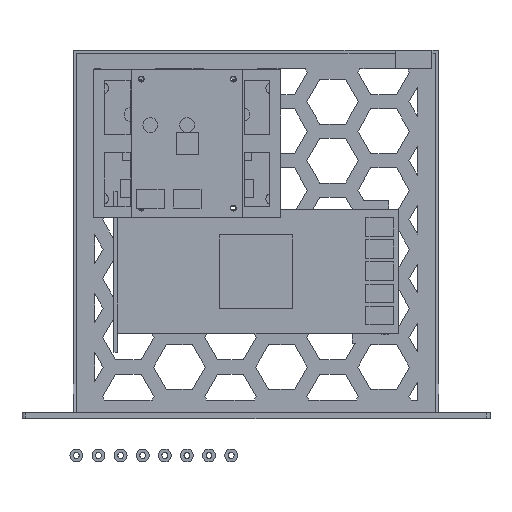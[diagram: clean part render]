
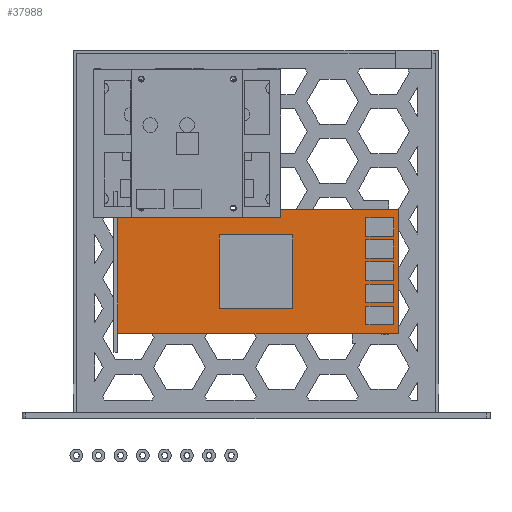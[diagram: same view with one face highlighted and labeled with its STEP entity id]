
A CAD part, top view. The second image highlights one B-rep face of the part: STEP entity #37988.
In plain terms, the highlighted planar face has unit normal (0, 0, 1).
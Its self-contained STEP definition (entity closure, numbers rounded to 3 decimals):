
#37674 = VERTEX_POINT('',#37675);
#37675 = CARTESIAN_POINT('',(0.,0.,1.6));
#37682 = PLANE('',#37683);
#37683 = AXIS2_PLACEMENT_3D('',#37684,#37685,#37686);
#37684 = CARTESIAN_POINT('',(0.,0.,0.));
#37685 = DIRECTION('',(1.,0.,-0.));
#37686 = DIRECTION('',(0.,0.,1.));
#37694 = PLANE('',#37695);
#37695 = AXIS2_PLACEMENT_3D('',#37696,#37697,#37698);
#37696 = CARTESIAN_POINT('',(0.,0.,0.));
#37697 = DIRECTION('',(-0.,1.,0.));
#37698 = DIRECTION('',(0.,0.,1.));
#37735 = VERTEX_POINT('',#37736);
#37736 = CARTESIAN_POINT('',(0.,67.3,1.6));
#37750 = PLANE('',#37751);
#37751 = AXIS2_PLACEMENT_3D('',#37752,#37753,#37754);
#37752 = CARTESIAN_POINT('',(0.,67.3,0.));
#37753 = DIRECTION('',(-0.,1.,0.));
#37754 = DIRECTION('',(0.,0.,1.));
#37762 = EDGE_CURVE('',#37674,#37735,#37763,.T.);
#37763 = SURFACE_CURVE('',#37764,(#37768,#37775),.PCURVE_S1.);
#37764 = LINE('',#37765,#37766);
#37765 = CARTESIAN_POINT('',(0.,0.,1.6));
#37766 = VECTOR('',#37767,1.);
#37767 = DIRECTION('',(-0.,1.,0.));
#37768 = PCURVE('',#37682,#37769);
#37769 = DEFINITIONAL_REPRESENTATION('',(#37770),#37774);
#37770 = LINE('',#37771,#37772);
#37771 = CARTESIAN_POINT('',(1.6,0.));
#37772 = VECTOR('',#37773,1.);
#37773 = DIRECTION('',(0.,-1.));
#37774 = ( GEOMETRIC_REPRESENTATION_CONTEXT(2) 
PARAMETRIC_REPRESENTATION_CONTEXT() REPRESENTATION_CONTEXT('2D SPACE',''
  ) );
#37775 = PCURVE('',#37776,#37781);
#37776 = PLANE('',#37777);
#37777 = AXIS2_PLACEMENT_3D('',#37778,#37779,#37780);
#37778 = CARTESIAN_POINT('',(0.,0.,1.6));
#37779 = DIRECTION('',(0.,0.,1.));
#37780 = DIRECTION('',(1.,0.,-0.));
#37781 = DEFINITIONAL_REPRESENTATION('',(#37782),#37786);
#37782 = LINE('',#37783,#37784);
#37783 = CARTESIAN_POINT('',(0.,0.));
#37784 = VECTOR('',#37785,1.);
#37785 = DIRECTION('',(0.,1.));
#37786 = ( GEOMETRIC_REPRESENTATION_CONTEXT(2) 
PARAMETRIC_REPRESENTATION_CONTEXT() REPRESENTATION_CONTEXT('2D SPACE',''
  ) );
#37794 = VERTEX_POINT('',#37795);
#37795 = CARTESIAN_POINT('',(154.3,0.,1.6));
#37802 = PLANE('',#37803);
#37803 = AXIS2_PLACEMENT_3D('',#37804,#37805,#37806);
#37804 = CARTESIAN_POINT('',(154.3,0.,0.));
#37805 = DIRECTION('',(1.,0.,-0.));
#37806 = DIRECTION('',(0.,0.,1.));
#37845 = VERTEX_POINT('',#37846);
#37846 = CARTESIAN_POINT('',(154.3,67.3,1.6));
#37867 = EDGE_CURVE('',#37794,#37845,#37868,.T.);
#37868 = SURFACE_CURVE('',#37869,(#37873,#37880),.PCURVE_S1.);
#37869 = LINE('',#37870,#37871);
#37870 = CARTESIAN_POINT('',(154.3,0.,1.6));
#37871 = VECTOR('',#37872,1.);
#37872 = DIRECTION('',(-0.,1.,0.));
#37873 = PCURVE('',#37802,#37874);
#37874 = DEFINITIONAL_REPRESENTATION('',(#37875),#37879);
#37875 = LINE('',#37876,#37877);
#37876 = CARTESIAN_POINT('',(1.6,0.));
#37877 = VECTOR('',#37878,1.);
#37878 = DIRECTION('',(0.,-1.));
#37879 = ( GEOMETRIC_REPRESENTATION_CONTEXT(2) 
PARAMETRIC_REPRESENTATION_CONTEXT() REPRESENTATION_CONTEXT('2D SPACE',''
  ) );
#37880 = PCURVE('',#37776,#37881);
#37881 = DEFINITIONAL_REPRESENTATION('',(#37882),#37886);
#37882 = LINE('',#37883,#37884);
#37883 = CARTESIAN_POINT('',(154.3,0.));
#37884 = VECTOR('',#37885,1.);
#37885 = DIRECTION('',(0.,1.));
#37886 = ( GEOMETRIC_REPRESENTATION_CONTEXT(2) 
PARAMETRIC_REPRESENTATION_CONTEXT() REPRESENTATION_CONTEXT('2D SPACE',''
  ) );
#37913 = EDGE_CURVE('',#37674,#37794,#37914,.T.);
#37914 = SURFACE_CURVE('',#37915,(#37919,#37926),.PCURVE_S1.);
#37915 = LINE('',#37916,#37917);
#37916 = CARTESIAN_POINT('',(0.,0.,1.6));
#37917 = VECTOR('',#37918,1.);
#37918 = DIRECTION('',(1.,0.,-0.));
#37919 = PCURVE('',#37694,#37920);
#37920 = DEFINITIONAL_REPRESENTATION('',(#37921),#37925);
#37921 = LINE('',#37922,#37923);
#37922 = CARTESIAN_POINT('',(1.6,0.));
#37923 = VECTOR('',#37924,1.);
#37924 = DIRECTION('',(0.,1.));
#37925 = ( GEOMETRIC_REPRESENTATION_CONTEXT(2) 
PARAMETRIC_REPRESENTATION_CONTEXT() REPRESENTATION_CONTEXT('2D SPACE',''
  ) );
#37926 = PCURVE('',#37776,#37927);
#37927 = DEFINITIONAL_REPRESENTATION('',(#37928),#37932);
#37928 = LINE('',#37929,#37930);
#37929 = CARTESIAN_POINT('',(0.,0.));
#37930 = VECTOR('',#37931,1.);
#37931 = DIRECTION('',(1.,0.));
#37932 = ( GEOMETRIC_REPRESENTATION_CONTEXT(2) 
PARAMETRIC_REPRESENTATION_CONTEXT() REPRESENTATION_CONTEXT('2D SPACE',''
  ) );
#37960 = EDGE_CURVE('',#37735,#37845,#37961,.T.);
#37961 = SURFACE_CURVE('',#37962,(#37966,#37973),.PCURVE_S1.);
#37962 = LINE('',#37963,#37964);
#37963 = CARTESIAN_POINT('',(0.,67.3,1.6));
#37964 = VECTOR('',#37965,1.);
#37965 = DIRECTION('',(1.,0.,-0.));
#37966 = PCURVE('',#37750,#37967);
#37967 = DEFINITIONAL_REPRESENTATION('',(#37968),#37972);
#37968 = LINE('',#37969,#37970);
#37969 = CARTESIAN_POINT('',(1.6,0.));
#37970 = VECTOR('',#37971,1.);
#37971 = DIRECTION('',(0.,1.));
#37972 = ( GEOMETRIC_REPRESENTATION_CONTEXT(2) 
PARAMETRIC_REPRESENTATION_CONTEXT() REPRESENTATION_CONTEXT('2D SPACE',''
  ) );
#37973 = PCURVE('',#37776,#37974);
#37974 = DEFINITIONAL_REPRESENTATION('',(#37975),#37979);
#37975 = LINE('',#37976,#37977);
#37976 = CARTESIAN_POINT('',(0.,67.3));
#37977 = VECTOR('',#37978,1.);
#37978 = DIRECTION('',(1.,0.));
#37979 = ( GEOMETRIC_REPRESENTATION_CONTEXT(2) 
PARAMETRIC_REPRESENTATION_CONTEXT() REPRESENTATION_CONTEXT('2D SPACE',''
  ) );
#37988 = ADVANCED_FACE('',(#37989),#37776,.T.);
#37989 = FACE_BOUND('',#37990,.T.);
#37990 = EDGE_LOOP('',(#37991,#37992,#37993,#37994));
#37991 = ORIENTED_EDGE('',*,*,#37762,.F.);
#37992 = ORIENTED_EDGE('',*,*,#37913,.T.);
#37993 = ORIENTED_EDGE('',*,*,#37867,.T.);
#37994 = ORIENTED_EDGE('',*,*,#37960,.F.);
